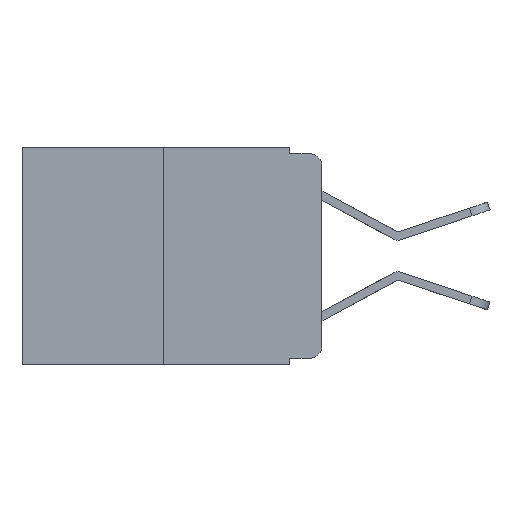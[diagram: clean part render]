
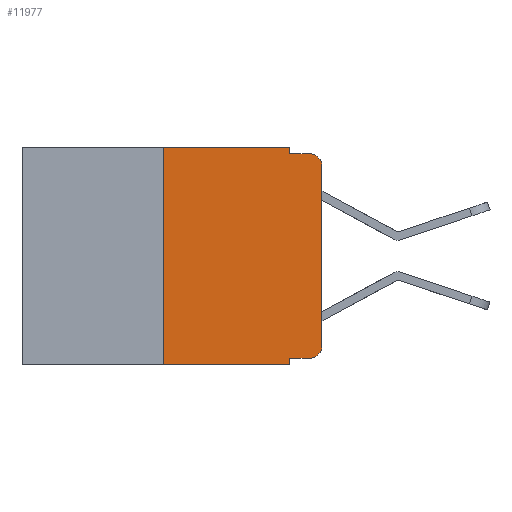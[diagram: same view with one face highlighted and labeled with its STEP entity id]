
A CAD part, left-side view. The second image highlights one B-rep face of the part: STEP entity #11977.
In plain terms, the highlighted planar face has unit normal (-1, 0, 0).
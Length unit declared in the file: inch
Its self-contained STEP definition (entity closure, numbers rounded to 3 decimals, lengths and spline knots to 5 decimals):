
#574 = DIRECTION ( 'NONE',  ( 0., 0., -1. ) ) ;
#913 = CARTESIAN_POINT ( 'NONE',  ( 0., 0., -0.313 ) ) ;
#1141 = LINE ( 'NONE', #20420, #12496 ) ;
#1478 = EDGE_CURVE ( 'NONE', #11349, #1757, #19593, .T. ) ;
#1580 = EDGE_CURVE ( 'NONE', #12226, #20334, #18110, .T. ) ;
#1757 = VERTEX_POINT ( 'NONE', #913 ) ;
#2810 = DIRECTION ( 'NONE',  ( 0., 0., -1. ) ) ;
#3963 = VECTOR ( 'NONE', #4435, 39.37008 ) ;
#4188 = VECTOR ( 'NONE', #23147, 39.37008 ) ;
#4435 = DIRECTION ( 'NONE',  ( 0., -1., 0. ) ) ;
#4703 = ORIENTED_EDGE ( 'NONE', *, *, #1580, .F. ) ;
#4760 = CARTESIAN_POINT ( 'NONE',  ( 0., 0.051, -0.333 ) ) ;
#4847 = ORIENTED_EDGE ( 'NONE', *, *, #5936, .F. ) ;
#5463 = DIRECTION ( 'NONE',  ( 0., 0., 1. ) ) ;
#5594 = CIRCLE ( 'NONE', #9660, 0.02 ) ;
#5667 = ORIENTED_EDGE ( 'NONE', *, *, #17508, .T. ) ;
#5936 = EDGE_CURVE ( 'NONE', #10815, #22068, #15909, .T. ) ;
#5946 = LINE ( 'NONE', #4760, #4188 ) ;
#6408 = CARTESIAN_POINT ( 'NONE',  ( 0., 0.051, -0.343 ) ) ;
#6623 = AXIS2_PLACEMENT_3D ( 'NONE', #11718, #17468, #574 ) ;
#6975 = ORIENTED_EDGE ( 'NONE', *, *, #11488, .T. ) ;
#7353 = EDGE_CURVE ( 'NONE', #15214, #17092, #5594, .T. ) ;
#7388 = ORIENTED_EDGE ( 'NONE', *, *, #12726, .T. ) ;
#7564 = CARTESIAN_POINT ( 'NONE',  ( 0., 0.473, 0. ) ) ;
#7856 = CARTESIAN_POINT ( 'NONE',  ( 0., 0.051, -0.01 ) ) ;
#8065 = DIRECTION ( 'NONE',  ( 1., 0., 0. ) ) ;
#8614 = DIRECTION ( 'NONE',  ( -1., 0., 0. ) ) ;
#9219 = VERTEX_POINT ( 'NONE', #21545 ) ;
#9224 = ORIENTED_EDGE ( 'NONE', *, *, #16750, .F. ) ;
#9230 = EDGE_CURVE ( 'NONE', #22068, #9219, #16224, .T. ) ;
#9633 = ORIENTED_EDGE ( 'NONE', *, *, #7353, .T. ) ;
#9660 = AXIS2_PLACEMENT_3D ( 'NONE', #21540, #8614, #23518 ) ;
#10459 = EDGE_CURVE ( 'NONE', #9219, #17092, #10651, .T. ) ;
#10651 = LINE ( 'NONE', #7856, #3963 ) ;
#10815 = VERTEX_POINT ( 'NONE', #22236 ) ;
#10970 = VECTOR ( 'NONE', #20786, 39.37008 ) ;
#10998 = VECTOR ( 'NONE', #23187, 39.37008 ) ;
#11349 = VERTEX_POINT ( 'NONE', #21205 ) ;
#11488 = EDGE_CURVE ( 'NONE', #12226, #11349, #5946, .T. ) ;
#11718 = CARTESIAN_POINT ( 'NONE',  ( 0., 0.02, -0.313 ) ) ;
#11977 = ADVANCED_FACE ( 'NONE', ( #14134 ), #15795, .F. ) ;
#12050 = CARTESIAN_POINT ( 'NONE',  ( 0., 0.473, -0.343 ) ) ;
#12226 = VERTEX_POINT ( 'NONE', #18387 ) ;
#12496 = VECTOR ( 'NONE', #22281, 39.37008 ) ;
#12726 = EDGE_CURVE ( 'NONE', #18912, #20334, #18406, .T. ) ;
#13496 = VECTOR ( 'NONE', #15618, 39.37008 ) ;
#13535 = CARTESIAN_POINT ( 'NONE',  ( 0., 0.051, 0. ) ) ;
#14134 = FACE_OUTER_BOUND ( 'NONE', #20317, .T. ) ;
#14184 = AXIS2_PLACEMENT_3D ( 'NONE', #15481, #8065, #2810 ) ;
#14915 = CARTESIAN_POINT ( 'NONE',  ( 0., 0., 0. ) ) ;
#15214 = VERTEX_POINT ( 'NONE', #15835 ) ;
#15481 = CARTESIAN_POINT ( 'NONE',  ( 0., 0.473, 0. ) ) ;
#15618 = DIRECTION ( 'NONE',  ( 0., -1., 0. ) ) ;
#15795 = PLANE ( 'NONE',  #14184 ) ;
#15835 = CARTESIAN_POINT ( 'NONE',  ( 0., 0., -0.03 ) ) ;
#15873 = CARTESIAN_POINT ( 'NONE',  ( 0., 0.051, 0. ) ) ;
#15909 = LINE ( 'NONE', #7564, #10970 ) ;
#16202 = LINE ( 'NONE', #14915, #16493 ) ;
#16224 = LINE ( 'NONE', #15873, #10998 ) ;
#16493 = VECTOR ( 'NONE', #5463, 39.37008 ) ;
#16750 = EDGE_CURVE ( 'NONE', #18912, #10815, #1141, .T. ) ;
#17092 = VERTEX_POINT ( 'NONE', #19760 ) ;
#17103 = CARTESIAN_POINT ( 'NONE',  ( 0., 0.051, 0. ) ) ;
#17468 = DIRECTION ( 'NONE',  ( -1., 0., 0. ) ) ;
#17508 = EDGE_CURVE ( 'NONE', #1757, #15214, #16202, .T. ) ;
#17514 = VECTOR ( 'NONE', #22926, 39.37008 ) ;
#18110 = LINE ( 'NONE', #13535, #17514 ) ;
#18387 = CARTESIAN_POINT ( 'NONE',  ( 0., 0.051, -0.333 ) ) ;
#18406 = LINE ( 'NONE', #12050, #13496 ) ;
#18912 = VERTEX_POINT ( 'NONE', #19208 ) ;
#19208 = CARTESIAN_POINT ( 'NONE',  ( 0., 0.25, -0.343 ) ) ;
#19585 = ORIENTED_EDGE ( 'NONE', *, *, #9230, .F. ) ;
#19593 = CIRCLE ( 'NONE', #6623, 0.02 ) ;
#19619 = ORIENTED_EDGE ( 'NONE', *, *, #1478, .T. ) ;
#19760 = CARTESIAN_POINT ( 'NONE',  ( 0., 0.02, -0.01 ) ) ;
#20317 = EDGE_LOOP ( 'NONE', ( #5667, #9633, #22518, #19585, #4847, #9224, #7388, #4703, #6975, #19619 ) ) ;
#20334 = VERTEX_POINT ( 'NONE', #6408 ) ;
#20420 = CARTESIAN_POINT ( 'NONE',  ( 0., 0.25, 0. ) ) ;
#20786 = DIRECTION ( 'NONE',  ( 0., -1., 0. ) ) ;
#21205 = CARTESIAN_POINT ( 'NONE',  ( 0., 0.02, -0.333 ) ) ;
#21540 = CARTESIAN_POINT ( 'NONE',  ( 0., 0.02, -0.03 ) ) ;
#21545 = CARTESIAN_POINT ( 'NONE',  ( 0., 0.051, -0.01 ) ) ;
#22068 = VERTEX_POINT ( 'NONE', #17103 ) ;
#22236 = CARTESIAN_POINT ( 'NONE',  ( 0., 0.25, 0. ) ) ;
#22281 = DIRECTION ( 'NONE',  ( 0., 0., 1. ) ) ;
#22518 = ORIENTED_EDGE ( 'NONE', *, *, #10459, .F. ) ;
#22926 = DIRECTION ( 'NONE',  ( 0., 0., -1. ) ) ;
#23147 = DIRECTION ( 'NONE',  ( 0., -1., 0. ) ) ;
#23187 = DIRECTION ( 'NONE',  ( 0., 0., -1. ) ) ;
#23518 = DIRECTION ( 'NONE',  ( 0., 0., -1. ) ) ;
